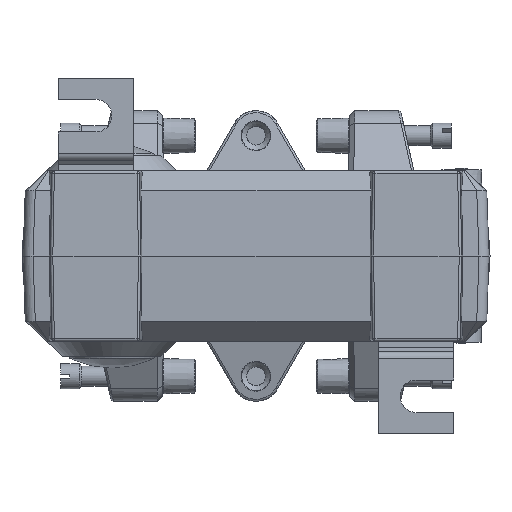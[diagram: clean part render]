
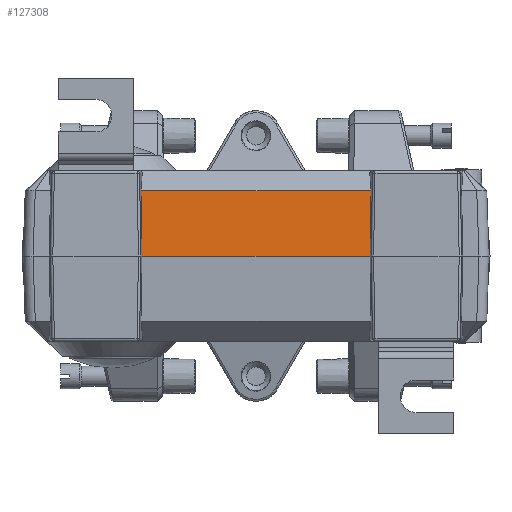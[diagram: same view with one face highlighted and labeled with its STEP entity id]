
A CAD part, front view. The second image highlights one B-rep face of the part: STEP entity #127308.
In plain terms, the highlighted planar face has unit normal (0, -0.999, 0.035).
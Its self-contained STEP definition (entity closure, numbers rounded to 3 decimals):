
#1572 = CARTESIAN_POINT ( 'NONE',  ( 22.967, -10.786, 13.002 ) ) ;
#9322 = CARTESIAN_POINT ( 'NONE',  ( -22.769, -11.222, 0.531 ) ) ;
#11401 = EDGE_LOOP ( 'NONE', ( #23989, #22472, #127068, #77686 ) ) ;
#21539 = DIRECTION ( 'NONE',  ( 0.016, -0.035, -0.999 ) ) ;
#22472 = ORIENTED_EDGE ( 'NONE', *, *, #126524, .T. ) ;
#23402 = CARTESIAN_POINT ( 'NONE',  ( -45.906, -10.786, 13.002 ) ) ;
#23989 = ORIENTED_EDGE ( 'NONE', *, *, #116857, .T. ) ;
#27304 = VECTOR ( 'NONE', #21539, 1000. ) ;
#32549 = FACE_OUTER_BOUND ( 'NONE', #11401, .T. ) ;
#46149 = DIRECTION ( 'NONE',  ( -0.016, -0.035, -0.999 ) ) ;
#46835 = DIRECTION ( 'NONE',  ( 0., -0.999, 0.035 ) ) ;
#48263 = VECTOR ( 'NONE', #117943, 1000. ) ;
#55833 = VERTEX_POINT ( 'NONE', #130988 ) ;
#62187 = EDGE_CURVE ( 'NONE', #108704, #155623, #102286, .T. ) ;
#70059 = VECTOR ( 'NONE', #46149, 1000. ) ;
#77686 = ORIENTED_EDGE ( 'NONE', *, *, #62187, .F. ) ;
#82105 = CARTESIAN_POINT ( 'NONE',  ( 22.769, -11.222, 0.531 ) ) ;
#95761 = DIRECTION ( 'NONE',  ( -1., 0., 0. ) ) ;
#102286 = LINE ( 'NONE', #82105, #70059 ) ;
#103951 = VERTEX_POINT ( 'NONE', #113792 ) ;
#108704 = VERTEX_POINT ( 'NONE', #1572 ) ;
#109393 = LINE ( 'NONE', #23402, #141337 ) ;
#109470 = CARTESIAN_POINT ( 'NONE',  ( 46.5, -11.24, 0. ) ) ;
#113792 = CARTESIAN_POINT ( 'NONE',  ( -22.76, -11.24, 0. ) ) ;
#116857 = EDGE_CURVE ( 'NONE', #108704, #55833, #109393, .T. ) ;
#117943 = DIRECTION ( 'NONE',  ( 1., 0., 0. ) ) ;
#118708 = PLANE ( 'NONE',  #139679 ) ;
#119245 = CARTESIAN_POINT ( 'NONE',  ( 46.5, -11.24, 0. ) ) ;
#123604 = LINE ( 'NONE', #9322, #27304 ) ;
#126524 = EDGE_CURVE ( 'NONE', #55833, #103951, #123604, .T. ) ;
#127068 = ORIENTED_EDGE ( 'NONE', *, *, #133995, .T. ) ;
#127308 = ADVANCED_FACE ( 'NONE', ( #32549 ), #118708, .T. ) ;
#130988 = CARTESIAN_POINT ( 'NONE',  ( -22.967, -10.786, 13.002 ) ) ;
#131322 = DIRECTION ( 'NONE',  ( 0., -0.035, -0.999 ) ) ;
#133995 = EDGE_CURVE ( 'NONE', #103951, #155623, #140721, .T. ) ;
#139679 = AXIS2_PLACEMENT_3D ( 'NONE', #119245, #46835, #131322 ) ;
#140721 = LINE ( 'NONE', #109470, #48263 ) ;
#141337 = VECTOR ( 'NONE', #95761, 1000. ) ;
#145068 = CARTESIAN_POINT ( 'NONE',  ( 22.76, -11.24, 0. ) ) ;
#155623 = VERTEX_POINT ( 'NONE', #145068 ) ;
